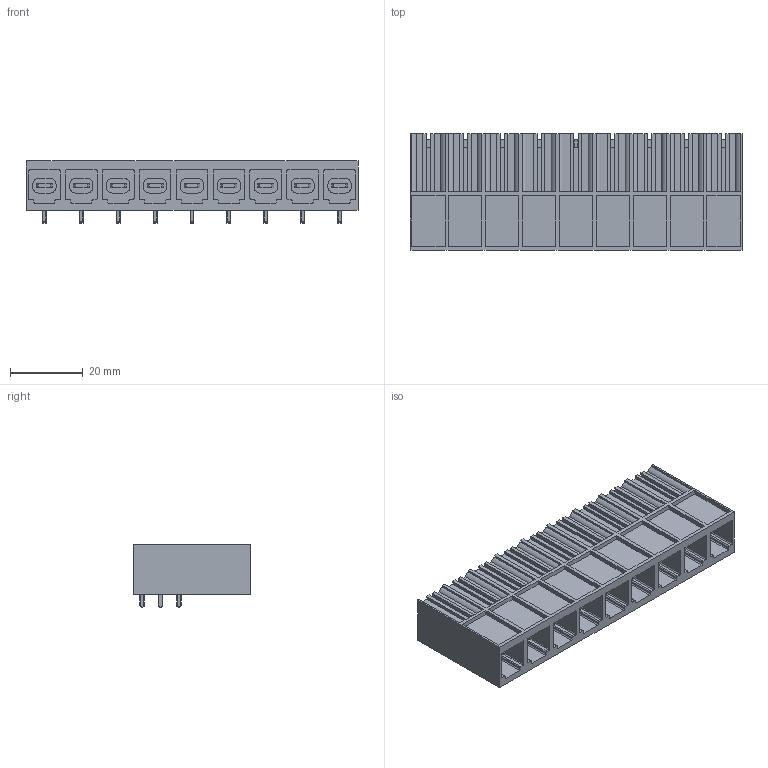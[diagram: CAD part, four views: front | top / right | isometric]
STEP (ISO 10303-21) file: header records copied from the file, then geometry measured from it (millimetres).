
FILE_DESCRIPTION(('CATIA V5 STEP Exchange','CAx-IF Rec.Pracs.--- Model Styling and Organization---1.2---2011-12-15'),'2;1');
FILE_NAME ('D1456675_0_1813560000_1813560000.stp','2018-11-29T13:54:41+00:00',('none'),('Weidmueller'),'CATIA Version 5-6 Release 2014','CATIA V5 STEP AP214','none');
FILE_SCHEMA(('AUTOMOTIVE_DESIGN { 1 0 10303 214 1 1 1 1 }'));
Length unit declared in the file: millimetre
Products named in the file (1): 1813560000
Bounding box: 91.44 x 32 x 17.1 mm (x, y, z)
Volume: 18280.2 mm3; surface area: 29380.8 mm2
Topology: 10 solids, 10 shells, 1257 faces, 3630 edges, 2420 vertices
Faces by surface type: plane 1059, cylinder 198
Entity records: 37301 total; most frequent: ORIENTED_EDGE 7260, CARTESIAN_POINT 7209, DIRECTION 4596, EDGE_CURVE 3630, VECTOR 3126, LINE 3126, VERTEX_POINT 2420, EDGE_LOOP 1302
